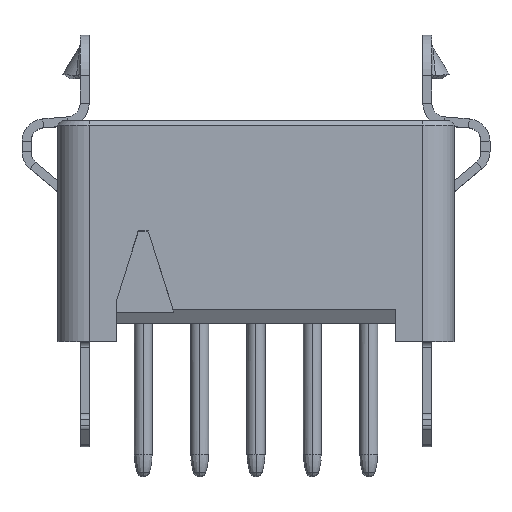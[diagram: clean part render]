
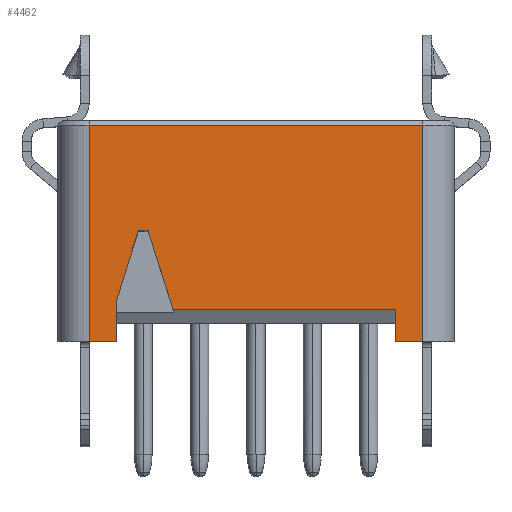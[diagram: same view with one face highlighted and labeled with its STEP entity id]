
A CAD part, top view. The second image highlights one B-rep face of the part: STEP entity #4462.
In plain terms, the highlighted planar face has unit normal (0, 0, 1).
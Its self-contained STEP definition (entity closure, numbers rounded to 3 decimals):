
#914=DIRECTION('',(0.,-1.,0.));
#915=VECTOR('',#914,0.7);
#916=CARTESIAN_POINT('',(3.1,-1.2,2.45));
#917=LINE('',#916,#915);
#1014=DIRECTION('',(-1.,0.,0.));
#1015=VECTOR('',#1014,0.6);
#1016=CARTESIAN_POINT('',(-3.1,-1.9,2.45));
#1017=LINE('',#1016,#1015);
#1042=DIRECTION('',(-1.,0.,0.));
#1043=VECTOR('',#1042,0.6);
#1044=CARTESIAN_POINT('',(3.7,-1.9,2.45));
#1045=LINE('',#1044,#1043);
#1298=DIRECTION('',(0.,1.,0.));
#1299=VECTOR('',#1298,0.897);
#1300=CARTESIAN_POINT('',(-3.1,-1.9,2.45));
#1301=LINE('',#1300,#1299);
#1334=DIRECTION('',(-0.301,0.954,0.));
#1335=VECTOR('',#1334,1.835);
#1336=CARTESIAN_POINT('',(-1.838,-1.2,2.45));
#1337=LINE('',#1336,#1335);
#1341=DIRECTION('',(-1.,0.,0.));
#1342=VECTOR('',#1341,0.221);
#1343=CARTESIAN_POINT('',(-2.39,0.55,2.45));
#1344=LINE('',#1343,#1342);
#1348=DIRECTION('',(-0.301,-0.954,0.));
#1349=VECTOR('',#1348,1.628);
#1350=CARTESIAN_POINT('',(-2.61,0.55,2.45));
#1351=LINE('',#1350,#1349);
#1355=DIRECTION('',(0.,-1.,0.));
#1356=VECTOR('',#1355,4.8);
#1357=CARTESIAN_POINT('',(-3.7,2.9,2.45));
#1358=LINE('',#1357,#1356);
#1362=DIRECTION('',(1.,0.,0.));
#1363=VECTOR('',#1362,7.4);
#1364=CARTESIAN_POINT('',(-3.7,2.9,2.45));
#1365=LINE('',#1364,#1363);
#1369=DIRECTION('',(0.,-1.,0.));
#1370=VECTOR('',#1369,4.8);
#1371=CARTESIAN_POINT('',(3.7,2.9,2.45));
#1372=LINE('',#1371,#1370);
#1376=DIRECTION('',(1.,0.,0.));
#1377=VECTOR('',#1376,4.938);
#1378=CARTESIAN_POINT('',(-1.838,-1.2,2.45));
#1379=LINE('',#1378,#1377);
#3312=CARTESIAN_POINT('',(-3.7,2.9,2.45));
#3313=CARTESIAN_POINT('',(3.7,2.9,2.45));
#3314=VERTEX_POINT('',#3312);
#3315=VERTEX_POINT('',#3313);
#3382=CARTESIAN_POINT('',(-3.7,-1.9,2.45));
#3384=VERTEX_POINT('',#3382);
#3387=CARTESIAN_POINT('',(3.7,-1.9,2.45));
#3389=VERTEX_POINT('',#3387);
#3390=CARTESIAN_POINT('',(-3.1,-1.9,2.45));
#3391=VERTEX_POINT('',#3390);
#3392=CARTESIAN_POINT('',(3.1,-1.9,2.45));
#3393=VERTEX_POINT('',#3392);
#3494=CARTESIAN_POINT('',(-1.838,-1.2,2.45));
#3495=CARTESIAN_POINT('',(-2.39,0.55,2.45));
#3496=VERTEX_POINT('',#3494);
#3497=VERTEX_POINT('',#3495);
#3498=CARTESIAN_POINT('',(-2.61,0.55,2.45));
#3499=CARTESIAN_POINT('',(-3.1,-1.003,2.45));
#3500=VERTEX_POINT('',#3498);
#3501=VERTEX_POINT('',#3499);
#3556=CARTESIAN_POINT('',(3.1,-1.2,2.45));
#3558=VERTEX_POINT('',#3556);
#4437=CARTESIAN_POINT('',(-4.4,0.,2.45));
#4438=DIRECTION('',(0.,0.,1.));
#4439=DIRECTION('',(1.,0.,0.));
#4440=AXIS2_PLACEMENT_3D('',#4437,#4438,#4439);
#4441=PLANE('',#4440);
#4443=ORIENTED_EDGE('',*,*,#4442,.T.);
#4445=ORIENTED_EDGE('',*,*,#4444,.T.);
#4447=ORIENTED_EDGE('',*,*,#4446,.T.);
#4448=ORIENTED_EDGE('',*,*,#4405,.F.);
#4449=ORIENTED_EDGE('',*,*,#4253,.T.);
#4451=ORIENTED_EDGE('',*,*,#4450,.F.);
#4453=ORIENTED_EDGE('',*,*,#4452,.T.);
#4455=ORIENTED_EDGE('',*,*,#4454,.T.);
#4456=ORIENTED_EDGE('',*,*,#4267,.T.);
#4457=ORIENTED_EDGE('',*,*,#4188,.F.);
#4459=ORIENTED_EDGE('',*,*,#4458,.F.);
#4460=EDGE_LOOP('',(#4443,#4445,#4447,#4448,#4449,#4451,#4453,#4455,#4456,#4457,
#4459));
#4461=FACE_OUTER_BOUND('',#4460,.F.);
#4462=ADVANCED_FACE('',(#4461),#4441,.T.);
#4188=EDGE_CURVE('',#3558,#3393,#917,.T.);
#4253=EDGE_CURVE('',#3391,#3384,#1017,.T.);
#4267=EDGE_CURVE('',#3389,#3393,#1045,.T.);
#4405=EDGE_CURVE('',#3391,#3501,#1301,.T.);
#4442=EDGE_CURVE('',#3496,#3497,#1337,.T.);
#4444=EDGE_CURVE('',#3497,#3500,#1344,.T.);
#4446=EDGE_CURVE('',#3500,#3501,#1351,.T.);
#4450=EDGE_CURVE('',#3314,#3384,#1358,.T.);
#4452=EDGE_CURVE('',#3314,#3315,#1365,.T.);
#4454=EDGE_CURVE('',#3315,#3389,#1372,.T.);
#4458=EDGE_CURVE('',#3496,#3558,#1379,.T.);
